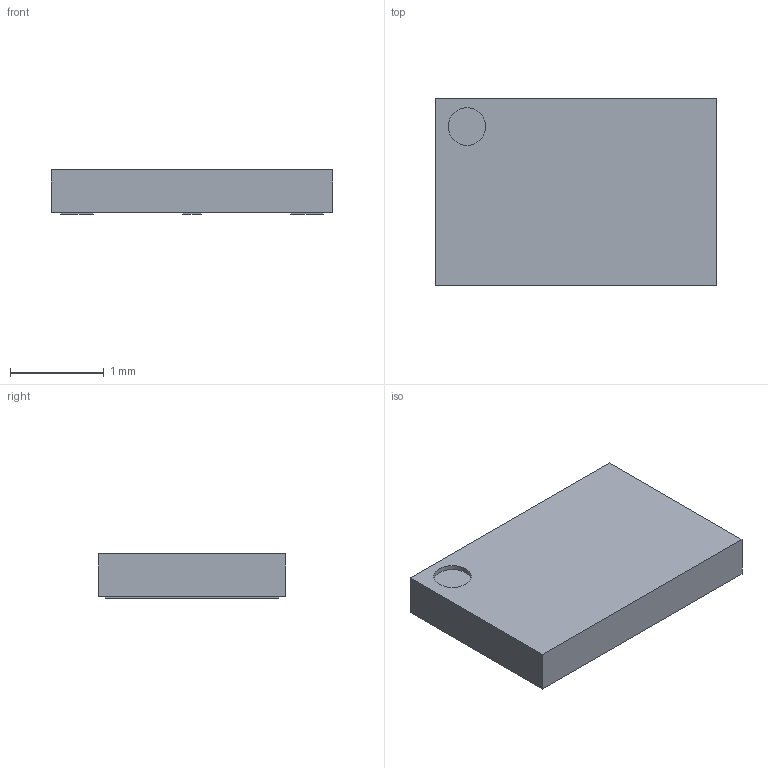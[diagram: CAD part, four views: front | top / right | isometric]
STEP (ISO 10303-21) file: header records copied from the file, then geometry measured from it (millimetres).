
FILE_DESCRIPTION(('FreeCAD Model'),'2;1');
FILE_NAME('USON8_3x2mm.step','2020-08-31T11:45:32',( 'kicad StepUp'),('ksu MCAD'),'Open CASCADE STEP processor 7.4', 'FreeCAD','Unknown');
FILE_SCHEMA(('AUTOMOTIVE_DESIGN { 1 0 10303 214 1 1 1 1 }'));
Length unit declared in the file: millimetre
Products named in the file (1): USON8_3x2mm
Bounding box: 3 x 2 x 0.47 mm (x, y, z)
Volume: 2.7 mm3; surface area: 16.8 mm2
Topology: 1 solids, 1 shells, 54 faces, 126 edges, 84 vertices
Faces by surface type: plane 53, cylinder 1
Full cylindrical faces by diameter (mm): 0.4 x1
Entity records: 3556 total; most frequent: CARTESIAN_POINT 523, DIRECTION 489, LINE 374, VECTOR 374, ORIENTED_EDGE 252, PCURVE 252, DEFINITIONAL_REPRESENTATION 252, EDGE_CURVE 126
